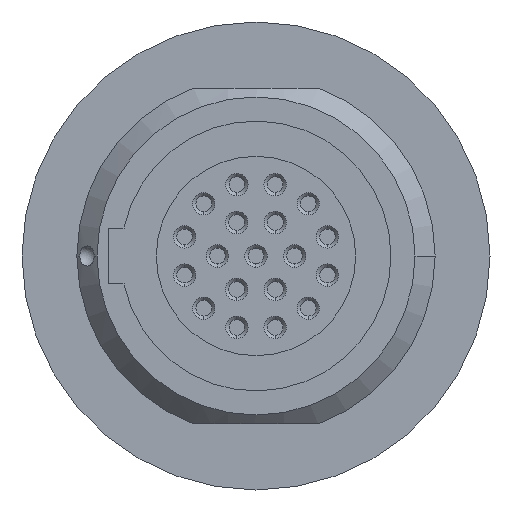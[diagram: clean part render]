
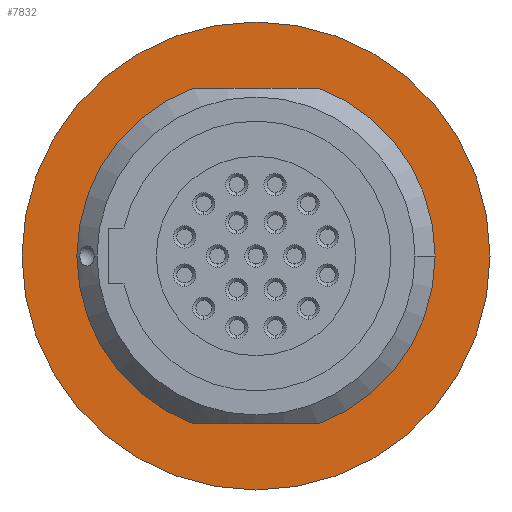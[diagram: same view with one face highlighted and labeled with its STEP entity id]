
A CAD part, left-side view. The second image highlights one B-rep face of the part: STEP entity #7832.
In plain terms, the highlighted planar face has unit normal (-1, 0, 0).
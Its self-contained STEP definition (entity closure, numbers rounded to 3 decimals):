
#278=CARTESIAN_POINT('',(-5.,0.,0.));
#279=DIRECTION('',(1.,0.,0.));
#280=DIRECTION('',(0.,0.348,-0.938));
#281=AXIS2_PLACEMENT_3D('',#278,#279,#280);
#293=CARTESIAN_POINT('',(-5.,0.,0.));
#294=DIRECTION('',(1.,0.,0.));
#295=DIRECTION('',(0.,-0.348,0.938));
#296=AXIS2_PLACEMENT_3D('',#293,#294,#295);
#315=CARTESIAN_POINT('',(-5.,0.,0.));
#316=DIRECTION('',(-1.,0.,0.));
#317=DIRECTION('',(0.,1.,0.));
#318=AXIS2_PLACEMENT_3D('',#315,#316,#317);
#323=CARTESIAN_POINT('',(-5.,0.,0.));
#324=DIRECTION('',(1.,0.,0.));
#325=DIRECTION('',(0.,1.,0.));
#326=AXIS2_PLACEMENT_3D('',#323,#324,#325);
#331=DIRECTION('',(0.,1.,0.));
#332=VECTOR('',#331,5.568);
#333=CARTESIAN_POINT('',(-5.,-2.784,-7.5));
#334=LINE('',#333,#332);
#5219=DIRECTION('',(0.,1.,0.));
#5220=VECTOR('',#5219,5.568);
#5221=CARTESIAN_POINT('',(-5.,-2.784,7.5));
#5222=LINE('',#5221,#5220);
#7583=CARTESIAN_POINT('',(-5.,10.45,0.));
#7585=VERTEX_POINT('',#7583);
#7587=CARTESIAN_POINT('',(-5.,-10.45,0.));
#7589=VERTEX_POINT('',#7587);
#7598=CARTESIAN_POINT('',(-5.,-2.784,-7.5));
#7599=CARTESIAN_POINT('',(-5.,2.784,-7.5));
#7600=VERTEX_POINT('',#7598);
#7601=VERTEX_POINT('',#7599);
#7602=CARTESIAN_POINT('',(-5.,-2.784,7.5));
#7603=CARTESIAN_POINT('',(-5.,2.784,7.5));
#7604=VERTEX_POINT('',#7602);
#7605=VERTEX_POINT('',#7603);
#7814=CARTESIAN_POINT('',(-5.,0.,0.));
#7815=DIRECTION('',(1.,0.,0.));
#7816=DIRECTION('',(0.,-1.,0.));
#7817=AXIS2_PLACEMENT_3D('',#7814,#7815,#7816);
#7818=PLANE('',#7817);
#7820=ORIENTED_EDGE('',*,*,#7819,.F.);
#7822=ORIENTED_EDGE('',*,*,#7821,.T.);
#7823=EDGE_LOOP('',(#7820,#7822));
#7824=FACE_OUTER_BOUND('',#7823,.F.);
#7825=ORIENTED_EDGE('',*,*,#7790,.F.);
#7827=ORIENTED_EDGE('',*,*,#7826,.T.);
#7828=ORIENTED_EDGE('',*,*,#7778,.F.);
#7829=ORIENTED_EDGE('',*,*,#7806,.F.);
#7830=EDGE_LOOP('',(#7825,#7827,#7828,#7829));
#7831=FACE_BOUND('',#7830,.F.);
#282=CIRCLE('',#281,8.);
#297=CIRCLE('',#296,8.);
#319=CIRCLE('',#318,10.45);
#327=CIRCLE('',#326,10.45);
#7778=EDGE_CURVE('',#7601,#7605,#282,.T.);
#7790=EDGE_CURVE('',#7604,#7600,#297,.T.);
#7806=EDGE_CURVE('',#7600,#7601,#334,.T.);
#7819=EDGE_CURVE('',#7585,#7589,#319,.T.);
#7821=EDGE_CURVE('',#7585,#7589,#327,.T.);
#7826=EDGE_CURVE('',#7604,#7605,#5222,.T.);
#7832=ADVANCED_FACE('',(#7824,#7831),#7818,.F.);
